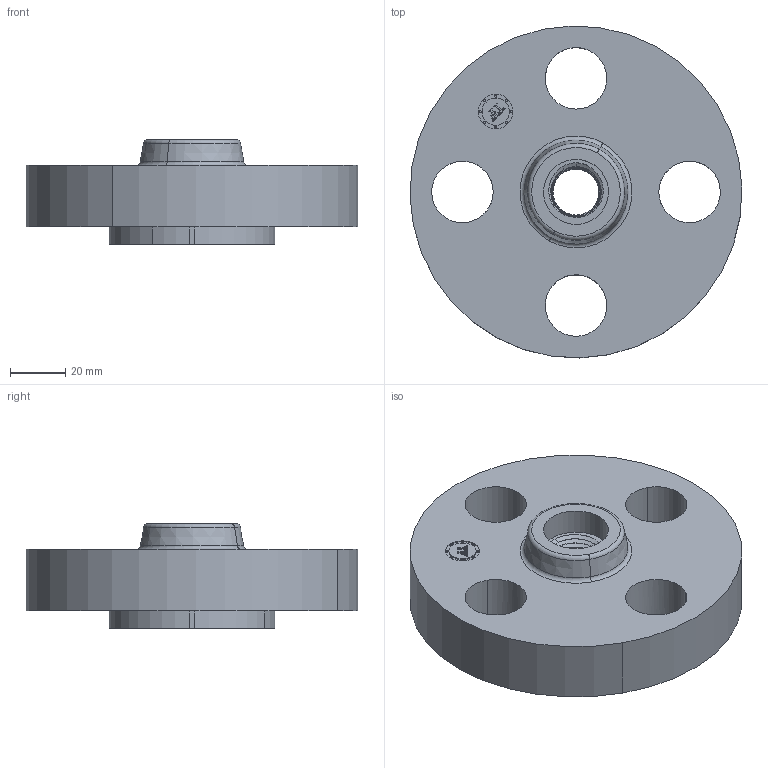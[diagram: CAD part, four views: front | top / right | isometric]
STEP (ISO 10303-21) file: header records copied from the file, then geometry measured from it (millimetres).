
FILE_DESCRIPTION(('3D STEP'),'2;1');
FILE_NAME('0.5-1500-THREADED-RTJ-FLANGE.stp','2013-03-11T05:53:17+00:00',('Texas Flange'),(''),'CATIA Version 5 Release 20 SP 6 (IN-10)','CATIA V5 STEP AP214','800-826-3801');
FILE_SCHEMA(('AUTOMOTIVE_DESIGN { 1 0 10303 214 1 1 1 1 }'));
Length unit declared in the file: inch
Products named in the file (1): 0.5-1500-THREADED-RTJ-FLANGE
Bounding box: 120.62 x 120.62 x 38.1 mm (x, y, z)
Volume: 231454.6 mm3; surface area: 40878.8 mm2
Topology: 1 solids, 1 shells, 587 faces, 1605 edges, 1038 vertices
Faces by surface type: plane 372, bspline 131, cylinder 38, cone 38, torus 8
Entity records: 23275 total; most frequent: CARTESIAN_POINT 7245, ORIENTED_EDGE 3210, DIRECTION 1980, EDGE_CURVE 1605, VECTOR 1124, LINE 1124, VERTEX_POINT 1038, EDGE_LOOP 615
